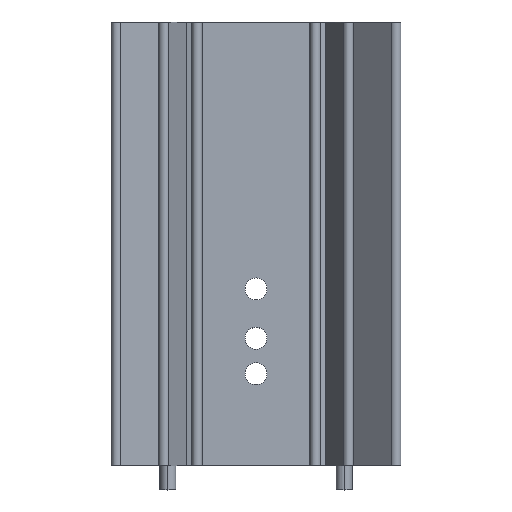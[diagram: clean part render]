
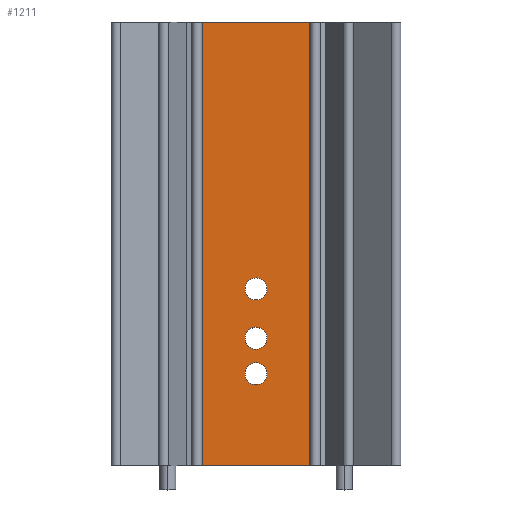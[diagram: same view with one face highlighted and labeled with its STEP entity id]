
A CAD part, top view. The second image highlights one B-rep face of the part: STEP entity #1211.
In plain terms, the highlighted planar face has unit normal (0, 0, 1).
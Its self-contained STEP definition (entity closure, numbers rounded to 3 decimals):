
#62 = AXIS2_PLACEMENT_3D ( 'NONE', #2406, #2400, #2410 ) ;
#236 = CIRCLE ( 'NONE', #239, 1.58 ) ;
#239 = AXIS2_PLACEMENT_3D ( 'NONE', #2728, #2729, #2730 ) ;
#248 = CIRCLE ( 'NONE', #256, 1.58 ) ;
#250 = CIRCLE ( 'NONE', #253, 1.58 ) ;
#253 = AXIS2_PLACEMENT_3D ( 'NONE', #2755, #2756, #2757 ) ;
#256 = AXIS2_PLACEMENT_3D ( 'NONE', #2759, #2760, #2761 ) ;
#362 = VECTOR ( 'NONE', #2010, 1000. ) ;
#363 = VECTOR ( 'NONE', #2032, 1000. ) ;
#364 = CIRCLE ( 'NONE', #366, 1.58 ) ;
#365 = CIRCLE ( 'NONE', #368, 1.58 ) ;
#366 = AXIS2_PLACEMENT_3D ( 'NONE', #2013, #2014, #2015 ) ;
#367 = CIRCLE ( 'NONE', #370, 1.58 ) ;
#368 = AXIS2_PLACEMENT_3D ( 'NONE', #2018, #2019, #2020 ) ;
#369 = VECTOR ( 'NONE', #2026, 1000. ) ;
#370 = AXIS2_PLACEMENT_3D ( 'NONE', #2023, #2024, #2025 ) ;
#371 = VECTOR ( 'NONE', #2030, 1000. ) ;
#616 = EDGE_LOOP ( 'NONE', ( #2934, #2941, #2988, #2983 ) ) ;
#693 = EDGE_LOOP ( 'NONE', ( #2945, #2930 ) ) ;
#698 = EDGE_LOOP ( 'NONE', ( #2937, #2929 ) ) ;
#735 = EDGE_LOOP ( 'NONE', ( #2943, #2953 ) ) ;
#1211 = ADVANCED_FACE ( 'NONE', ( #2404, #2397, #2407, #2409 ), #2403, .F. ) ;
#1377 = EDGE_CURVE ( 'NONE', #2965, #2964, #236, .T. ) ;
#1386 = EDGE_CURVE ( 'NONE', #3043, #3133, #250, .T. ) ;
#1388 = EDGE_CURVE ( 'NONE', #3012, #3114, #248, .T. ) ;
#1470 = EDGE_CURVE ( 'NONE', #3085, #3096, #2008, .T. ) ;
#1472 = EDGE_CURVE ( 'NONE', #3133, #3043, #364, .T. ) ;
#1473 = EDGE_CURVE ( 'NONE', #3114, #3012, #365, .T. ) ;
#1474 = EDGE_CURVE ( 'NONE', #2964, #2965, #367, .T. ) ;
#1475 = EDGE_CURVE ( 'NONE', #3096, #3130, #2016, .T. ) ;
#1476 = EDGE_CURVE ( 'NONE', #3083, #3130, #2027, .T. ) ;
#1477 = EDGE_CURVE ( 'NONE', #3085, #3083, #2022, .T. ) ;
#1752 = CARTESIAN_POINT ( 'NONE',  ( 1.58, 13.2, 0.75 ) ) ;
#1758 = CARTESIAN_POINT ( 'NONE',  ( -1.58, 13.2, 0.75 ) ) ;
#1791 = CARTESIAN_POINT ( 'NONE',  ( -1.58, 18.3, 0.75 ) ) ;
#1808 = CARTESIAN_POINT ( 'NONE',  ( -1.58, 25.4, 0.75 ) ) ;
#1813 = CARTESIAN_POINT ( 'NONE',  ( -7.75, 0., 0.75 ) ) ;
#1816 = CARTESIAN_POINT ( 'NONE',  ( -7.75, 63.75, 0.75 ) ) ;
#1818 = CARTESIAN_POINT ( 'NONE',  ( 7.75, 63.75, 0.75 ) ) ;
#1841 = CARTESIAN_POINT ( 'NONE',  ( 1.58, 18.3, 0.75 ) ) ;
#1849 = CARTESIAN_POINT ( 'NONE',  ( 7.75, 0., 0.75 ) ) ;
#1850 = CARTESIAN_POINT ( 'NONE',  ( 1.58, 25.4, 0.75 ) ) ;
#2008 = LINE ( 'NONE', #2009, #362 ) ;
#2009 = CARTESIAN_POINT ( 'NONE',  ( -7.75, 63.75, 0.75 ) ) ;
#2010 = DIRECTION ( 'NONE',  ( 0., -1., 0. ) ) ;
#2013 = CARTESIAN_POINT ( 'NONE',  ( 0., 25.4, 0.75 ) ) ;
#2014 = DIRECTION ( 'NONE',  ( 0., 0., 1. ) ) ;
#2015 = DIRECTION ( 'NONE',  ( 1., 0., 0. ) ) ;
#2016 = LINE ( 'NONE', #2017, #369 ) ;
#2017 = CARTESIAN_POINT ( 'NONE',  ( -37.892, 0., 0.75 ) ) ;
#2018 = CARTESIAN_POINT ( 'NONE',  ( 0., 18.3, 0.75 ) ) ;
#2019 = DIRECTION ( 'NONE',  ( 0., 0., 1. ) ) ;
#2020 = DIRECTION ( 'NONE',  ( 1., 0., 0. ) ) ;
#2022 = LINE ( 'NONE', #2031, #363 ) ;
#2023 = CARTESIAN_POINT ( 'NONE',  ( 0., 13.2, 0.75 ) ) ;
#2024 = DIRECTION ( 'NONE',  ( 0., 0., 1. ) ) ;
#2025 = DIRECTION ( 'NONE',  ( 1., 0., 0. ) ) ;
#2026 = DIRECTION ( 'NONE',  ( 1., 0., 0. ) ) ;
#2027 = LINE ( 'NONE', #2029, #371 ) ;
#2029 = CARTESIAN_POINT ( 'NONE',  ( 7.75, 63.75, 0.75 ) ) ;
#2030 = DIRECTION ( 'NONE',  ( 0., -1., 0. ) ) ;
#2031 = CARTESIAN_POINT ( 'NONE',  ( -37.892, 63.75, 0.75 ) ) ;
#2032 = DIRECTION ( 'NONE',  ( 1., 0., 0. ) ) ;
#2397 = FACE_BOUND ( 'NONE', #693, .T. ) ;
#2400 = DIRECTION ( 'NONE',  ( 0., 0., -1. ) ) ;
#2403 = PLANE ( 'NONE',  #62 ) ;
#2404 = FACE_BOUND ( 'NONE', #698, .T. ) ;
#2406 = CARTESIAN_POINT ( 'NONE',  ( -37.892, 63.75, 0.75 ) ) ;
#2407 = FACE_BOUND ( 'NONE', #735, .T. ) ;
#2409 = FACE_OUTER_BOUND ( 'NONE', #616, .T. ) ;
#2410 = DIRECTION ( 'NONE',  ( -1., 0., 0. ) ) ;
#2728 = CARTESIAN_POINT ( 'NONE',  ( 0., 13.2, 0.75 ) ) ;
#2729 = DIRECTION ( 'NONE',  ( 0., 0., 1. ) ) ;
#2730 = DIRECTION ( 'NONE',  ( 1., 0., 0. ) ) ;
#2755 = CARTESIAN_POINT ( 'NONE',  ( 0., 25.4, 0.75 ) ) ;
#2756 = DIRECTION ( 'NONE',  ( 0., 0., 1. ) ) ;
#2757 = DIRECTION ( 'NONE',  ( 1., 0., 0. ) ) ;
#2759 = CARTESIAN_POINT ( 'NONE',  ( 0., 18.3, 0.75 ) ) ;
#2760 = DIRECTION ( 'NONE',  ( 0., 0., 1. ) ) ;
#2761 = DIRECTION ( 'NONE',  ( 1., 0., 0. ) ) ;
#2929 = ORIENTED_EDGE ( 'NONE', *, *, #1386, .F. ) ;
#2930 = ORIENTED_EDGE ( 'NONE', *, *, #1388, .F. ) ;
#2934 = ORIENTED_EDGE ( 'NONE', *, *, #1475, .T. ) ;
#2937 = ORIENTED_EDGE ( 'NONE', *, *, #1472, .F. ) ;
#2941 = ORIENTED_EDGE ( 'NONE', *, *, #1476, .F. ) ;
#2943 = ORIENTED_EDGE ( 'NONE', *, *, #1474, .F. ) ;
#2945 = ORIENTED_EDGE ( 'NONE', *, *, #1473, .F. ) ;
#2953 = ORIENTED_EDGE ( 'NONE', *, *, #1377, .F. ) ;
#2964 = VERTEX_POINT ( 'NONE', #1752 ) ;
#2965 = VERTEX_POINT ( 'NONE', #1758 ) ;
#2983 = ORIENTED_EDGE ( 'NONE', *, *, #1470, .T. ) ;
#2988 = ORIENTED_EDGE ( 'NONE', *, *, #1477, .F. ) ;
#3012 = VERTEX_POINT ( 'NONE', #1791 ) ;
#3043 = VERTEX_POINT ( 'NONE', #1808 ) ;
#3083 = VERTEX_POINT ( 'NONE', #1818 ) ;
#3085 = VERTEX_POINT ( 'NONE', #1816 ) ;
#3096 = VERTEX_POINT ( 'NONE', #1813 ) ;
#3114 = VERTEX_POINT ( 'NONE', #1841 ) ;
#3130 = VERTEX_POINT ( 'NONE', #1849 ) ;
#3133 = VERTEX_POINT ( 'NONE', #1850 ) ;
